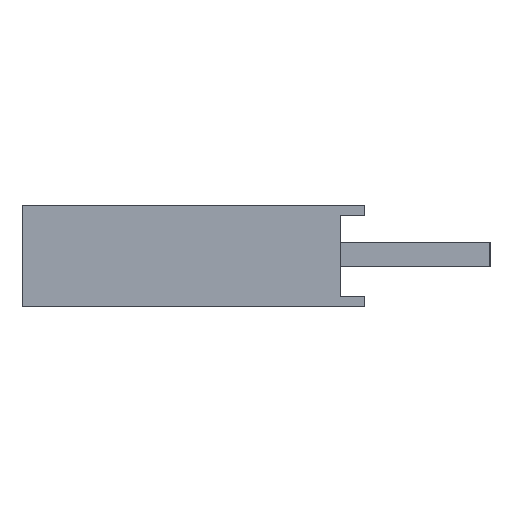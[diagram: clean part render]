
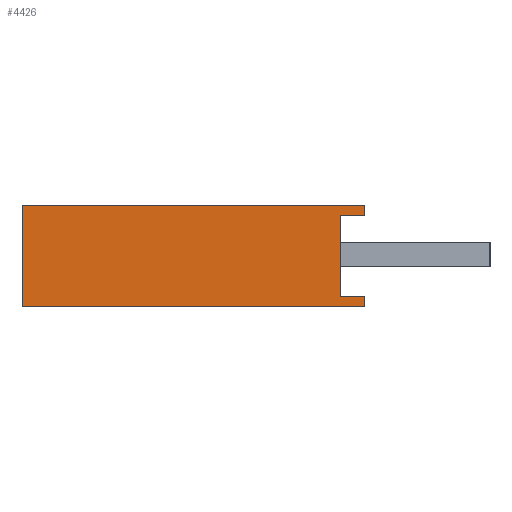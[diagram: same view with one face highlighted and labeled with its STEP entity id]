
A CAD part, left-side view. The second image highlights one B-rep face of the part: STEP entity #4426.
In plain terms, the highlighted planar face has unit normal (-1, 0, 0).
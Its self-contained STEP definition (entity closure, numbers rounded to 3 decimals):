
#119 = ORIENTED_EDGE ( 'NONE', *, *, #2330, .F. ) ;
#195 = DIRECTION ( 'NONE',  ( 0., 1., 0. ) ) ;
#225 = VERTEX_POINT ( 'NONE', #10525 ) ;
#234 = LINE ( 'NONE', #9257, #8953 ) ;
#296 = CARTESIAN_POINT ( 'NONE',  ( -59.89, 11.85, 1.213 ) ) ;
#395 = VECTOR ( 'NONE', #4914, 1000. ) ;
#464 = EDGE_CURVE ( 'NONE', #3361, #225, #7037, .T. ) ;
#577 = VERTEX_POINT ( 'NONE', #3832 ) ;
#594 = DIRECTION ( 'NONE',  ( 0., 0., -1. ) ) ;
#969 = VECTOR ( 'NONE', #2932, 1000. ) ;
#1269 = ORIENTED_EDGE ( 'NONE', *, *, #4918, .F. ) ;
#1465 = VERTEX_POINT ( 'NONE', #10958 ) ;
#1540 = VECTOR ( 'NONE', #2544, 1000. ) ;
#1641 = VERTEX_POINT ( 'NONE', #8556 ) ;
#1650 = CARTESIAN_POINT ( 'NONE',  ( -59.89, 3.7, 2.625 ) ) ;
#1803 = ORIENTED_EDGE ( 'NONE', *, *, #5172, .F. ) ;
#1989 = LINE ( 'NONE', #4698, #6657 ) ;
#2134 = VECTOR ( 'NONE', #195, 1000. ) ;
#2330 = EDGE_CURVE ( 'NONE', #9275, #577, #4280, .T. ) ;
#2414 = VERTEX_POINT ( 'NONE', #7468 ) ;
#2544 = DIRECTION ( 'NONE',  ( 0., 1., 0. ) ) ;
#2868 = LINE ( 'NONE', #8287, #969 ) ;
#2932 = DIRECTION ( 'NONE',  ( 0., 0., 1. ) ) ;
#3137 = ORIENTED_EDGE ( 'NONE', *, *, #8741, .T. ) ;
#3361 = VERTEX_POINT ( 'NONE', #6497 ) ;
#3832 = CARTESIAN_POINT ( 'NONE',  ( -59.89, 3.7, -1.025 ) ) ;
#3949 = DIRECTION ( 'NONE',  ( 0., -1., 0. ) ) ;
#4280 = LINE ( 'NONE', #1650, #5369 ) ;
#4365 = AXIS2_PLACEMENT_3D ( 'NONE', #10724, #5373, #6244 ) ;
#4426 = ADVANCED_FACE ( 'NONE', ( #10893 ), #5418, .F. ) ;
#4698 = CARTESIAN_POINT ( 'NONE',  ( -59.89, 3.1, -1.025 ) ) ;
#4914 = DIRECTION ( 'NONE',  ( 0., -1., 0. ) ) ;
#4918 = EDGE_CURVE ( 'NONE', #11476, #1465, #234, .T. ) ;
#5172 = EDGE_CURVE ( 'NONE', #1641, #9275, #5202, .T. ) ;
#5202 = LINE ( 'NONE', #11452, #1540 ) ;
#5369 = VECTOR ( 'NONE', #594, 1000. ) ;
#5373 = DIRECTION ( 'NONE',  ( 1., 0., 0. ) ) ;
#5418 = PLANE ( 'NONE',  #4365 ) ;
#6140 = DIRECTION ( 'NONE',  ( 0., 0., 1. ) ) ;
#6244 = DIRECTION ( 'NONE',  ( 0., 0., -1. ) ) ;
#6497 = CARTESIAN_POINT ( 'NONE',  ( -59.89, 3.1, -1.288 ) ) ;
#6657 = VECTOR ( 'NONE', #3949, 1000. ) ;
#7002 = CARTESIAN_POINT ( 'NONE',  ( -59.89, 11.55, -1.287 ) ) ;
#7037 = LINE ( 'NONE', #11508, #10478 ) ;
#7310 = ORIENTED_EDGE ( 'NONE', *, *, #9023, .F. ) ;
#7311 = CARTESIAN_POINT ( 'NONE',  ( -59.89, 11.85, -1.287 ) ) ;
#7468 = CARTESIAN_POINT ( 'NONE',  ( -59.89, 3.1, 1.212 ) ) ;
#7710 = EDGE_LOOP ( 'NONE', ( #11294, #1269, #11105, #11244, #7310, #119, #1803, #3137 ) ) ;
#8051 = EDGE_CURVE ( 'NONE', #1465, #2414, #8449, .T. ) ;
#8287 = CARTESIAN_POINT ( 'NONE',  ( -59.89, 3.1, 0.95 ) ) ;
#8343 = LINE ( 'NONE', #7311, #2134 ) ;
#8449 = LINE ( 'NONE', #296, #395 ) ;
#8556 = CARTESIAN_POINT ( 'NONE',  ( -59.89, 3.1, 0.95 ) ) ;
#8741 = EDGE_CURVE ( 'NONE', #1641, #2414, #2868, .T. ) ;
#8953 = VECTOR ( 'NONE', #10028, 1000. ) ;
#8998 = EDGE_CURVE ( 'NONE', #3361, #11476, #8343, .T. ) ;
#9023 = EDGE_CURVE ( 'NONE', #577, #225, #1989, .T. ) ;
#9257 = CARTESIAN_POINT ( 'NONE',  ( -59.89, 11.55, -1.625 ) ) ;
#9275 = VERTEX_POINT ( 'NONE', #9762 ) ;
#9762 = CARTESIAN_POINT ( 'NONE',  ( -59.89, 3.7, 0.95 ) ) ;
#10028 = DIRECTION ( 'NONE',  ( 0., 0., 1. ) ) ;
#10478 = VECTOR ( 'NONE', #6140, 1000. ) ;
#10525 = CARTESIAN_POINT ( 'NONE',  ( -59.89, 3.1, -1.025 ) ) ;
#10724 = CARTESIAN_POINT ( 'NONE',  ( -59.89, 3.1, -1.625 ) ) ;
#10893 = FACE_OUTER_BOUND ( 'NONE', #7710, .T. ) ;
#10958 = CARTESIAN_POINT ( 'NONE',  ( -59.89, 11.55, 1.213 ) ) ;
#11105 = ORIENTED_EDGE ( 'NONE', *, *, #8998, .F. ) ;
#11244 = ORIENTED_EDGE ( 'NONE', *, *, #464, .T. ) ;
#11294 = ORIENTED_EDGE ( 'NONE', *, *, #8051, .F. ) ;
#11452 = CARTESIAN_POINT ( 'NONE',  ( -59.89, 3.1, 0.95 ) ) ;
#11476 = VERTEX_POINT ( 'NONE', #7002 ) ;
#11508 = CARTESIAN_POINT ( 'NONE',  ( -59.89, 3.1, -1.625 ) ) ;
